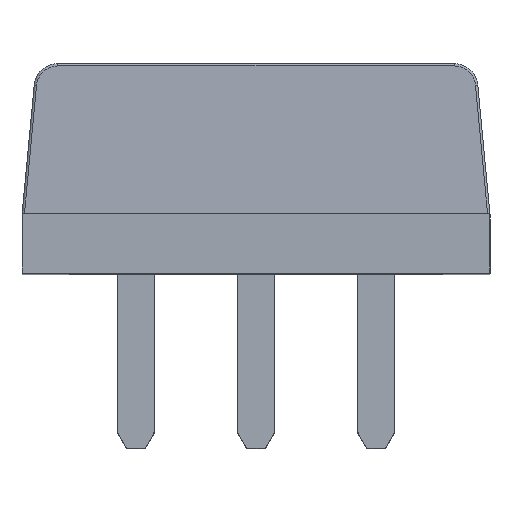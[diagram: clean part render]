
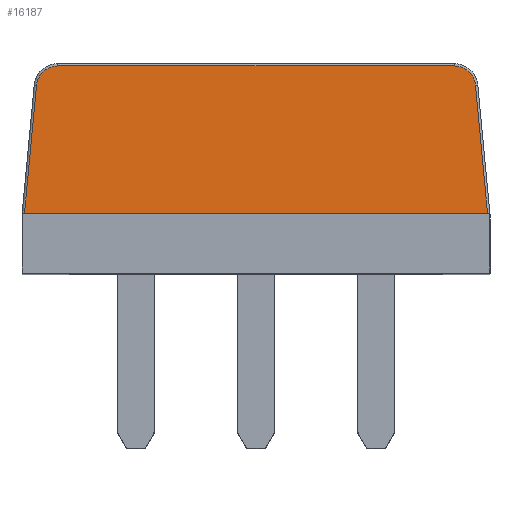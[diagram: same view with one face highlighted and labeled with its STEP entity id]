
A CAD part, top view. The second image highlights one B-rep face of the part: STEP entity #16187.
In plain terms, the highlighted planar face has unit normal (0, 0.033, 1).
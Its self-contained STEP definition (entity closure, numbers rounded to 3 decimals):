
#19 = VERTEX_POINT ( 'NONE', #23288 ) ;
#334 = LINE ( 'NONE', #18860, #16929 ) ;
#1382 = EDGE_CURVE ( 'NONE', #13807, #19, #3164, .T. ) ;
#2033 = LINE ( 'NONE', #10854, #6599 ) ;
#2035 = VECTOR ( 'NONE', #27450, 1000. ) ;
#2043 = VERTEX_POINT ( 'NONE', #12307 ) ;
#2385 = EDGE_CURVE ( 'NONE', #31248, #20016, #10665, .T. ) ;
#2600 = FACE_OUTER_BOUND ( 'NONE', #11982, .T. ) ;
#2724 = LINE ( 'NONE', #20697, #24113 ) ;
#3164 = LINE ( 'NONE', #29499, #2035 ) ;
#3225 =( BOUNDED_CURVE ( )  B_SPLINE_CURVE ( 3, ( #7561, #10098, #4921, #19396 ),
 .UNSPECIFIED., .F., .T. ) 
 B_SPLINE_CURVE_WITH_KNOTS ( ( 4, 4 ),
 ( 1.664, 3.142 ),
 .UNSPECIFIED. ) 
 CURVE ( )  GEOMETRIC_REPRESENTATION_ITEM ( )  RATIONAL_B_SPLINE_CURVE ( ( 1., 0.826, 0.826, 1. ) ) 
 REPRESENTATION_ITEM ( '' )  );
#3236 = CARTESIAN_POINT ( 'NONE',  ( 4.903, -1.685, 12.2 ) ) ;
#3536 = LINE ( 'NONE', #5467, #4280 ) ;
#3922 = EDGE_CURVE ( 'NONE', #2043, #23333, #28920, .T. ) ;
#4021 = DIRECTION ( 'NONE',  ( -1., 0., 0. ) ) ;
#4280 = VECTOR ( 'NONE', #13094, 1000. ) ;
#4314 = ORIENTED_EDGE ( 'NONE', *, *, #10586, .T. ) ;
#4534 = ORIENTED_EDGE ( 'NONE', *, *, #2385, .F. ) ;
#4713 = CARTESIAN_POINT ( 'NONE',  ( -4.65, -1.685, 12.2 ) ) ;
#4921 = CARTESIAN_POINT ( 'NONE',  ( -4.439, 1.492, 12.095 ) ) ;
#5467 = CARTESIAN_POINT ( 'NONE',  ( 4.56, 1.967, 12.079 ) ) ;
#6363 = CARTESIAN_POINT ( 'NONE',  ( -3.95, -1.685, 12.2 ) ) ;
#6599 = VECTOR ( 'NONE', #20185, 1000. ) ;
#7154 = CARTESIAN_POINT ( 'NONE',  ( -4.56, 1.967, 12.079 ) ) ;
#7561 = CARTESIAN_POINT ( 'NONE',  ( -4.643, 1.084, 12.108 ) ) ;
#8159 = EDGE_CURVE ( 'NONE', #2043, #9711, #2033, .T. ) ;
#8227 = CARTESIAN_POINT ( 'NONE',  ( 4.195, 1.492, 12.095 ) ) ;
#8989 = DIRECTION ( 'NONE',  ( -1., 0., 0. ) ) ;
#9049 = DIRECTION ( 'NONE',  ( -1., 0., 0. ) ) ;
#9121 = CARTESIAN_POINT ( 'NONE',  ( 4.439, 1.492, 12.095 ) ) ;
#9399 = CARTESIAN_POINT ( 'NONE',  ( -4.643, 1.084, 12.108 ) ) ;
#9711 = VERTEX_POINT ( 'NONE', #20868 ) ;
#10098 = CARTESIAN_POINT ( 'NONE',  ( -4.62, 1.327, 12.1 ) ) ;
#10586 = EDGE_CURVE ( 'NONE', #31248, #23333, #3536, .T. ) ;
#10665 = LINE ( 'NONE', #4713, #29089 ) ;
#10854 = CARTESIAN_POINT ( 'NONE',  ( 0., 1.492, 12.095 ) ) ;
#11982 = EDGE_LOOP ( 'NONE', ( #19765, #4534, #4314, #17506, #17922, #30948, #16784, #13530, #17346, #21798 ) ) ;
#12307 = CARTESIAN_POINT ( 'NONE',  ( 4.195, 1.492, 12.095 ) ) ;
#13094 = DIRECTION ( 'NONE',  ( -0.093, 0.995, -0.033 ) ) ;
#13530 = ORIENTED_EDGE ( 'NONE', *, *, #1382, .F. ) ;
#13591 = LINE ( 'NONE', #28240, #22998 ) ;
#13657 = PLANE ( 'NONE',  #25990 ) ;
#13807 = VERTEX_POINT ( 'NONE', #6363 ) ;
#16059 = VECTOR ( 'NONE', #21511, 1000. ) ;
#16115 = DIRECTION ( 'NONE',  ( 0., 0.033, 0.999 ) ) ;
#16187 = ADVANCED_FACE ( 'NONE', ( #2600 ), #13657, .T. ) ;
#16456 = LINE ( 'NONE', #7154, #16059 ) ;
#16784 = ORIENTED_EDGE ( 'NONE', *, *, #21285, .T. ) ;
#16905 = VERTEX_POINT ( 'NONE', #19596 ) ;
#16929 = VECTOR ( 'NONE', #26286, 1000. ) ;
#17346 = ORIENTED_EDGE ( 'NONE', *, *, #19155, .F. ) ;
#17506 = ORIENTED_EDGE ( 'NONE', *, *, #3922, .F. ) ;
#17922 = ORIENTED_EDGE ( 'NONE', *, *, #8159, .T. ) ;
#18094 = VERTEX_POINT ( 'NONE', #28460 ) ;
#18860 = CARTESIAN_POINT ( 'NONE',  ( -3.95, 1.54, 12.093 ) ) ;
#19155 = EDGE_CURVE ( 'NONE', #18094, #13807, #334, .T. ) ;
#19396 = CARTESIAN_POINT ( 'NONE',  ( -4.195, 1.492, 12.095 ) ) ;
#19596 = CARTESIAN_POINT ( 'NONE',  ( 3.95, -1.638, 12.198 ) ) ;
#19765 = ORIENTED_EDGE ( 'NONE', *, *, #26012, .F. ) ;
#20016 = VERTEX_POINT ( 'NONE', #25618 ) ;
#20147 = VERTEX_POINT ( 'NONE', #9399 ) ;
#20185 = DIRECTION ( 'NONE',  ( -1., 0., 0. ) ) ;
#20697 = CARTESIAN_POINT ( 'NONE',  ( 0., -1.638, 12.198 ) ) ;
#20868 = CARTESIAN_POINT ( 'NONE',  ( -4.195, 1.492, 12.095 ) ) ;
#21162 = CARTESIAN_POINT ( 'NONE',  ( 4.62, 1.327, 12.1 ) ) ;
#21285 = EDGE_CURVE ( 'NONE', #20147, #19, #16456, .T. ) ;
#21511 = DIRECTION ( 'NONE',  ( -0.093, -0.995, 0.033 ) ) ;
#21798 = ORIENTED_EDGE ( 'NONE', *, *, #25918, .F. ) ;
#22998 = VECTOR ( 'NONE', #30979, 1000. ) ;
#23288 = CARTESIAN_POINT ( 'NONE',  ( -4.903, -1.685, 12.2 ) ) ;
#23333 = VERTEX_POINT ( 'NONE', #28615 ) ;
#24113 = VECTOR ( 'NONE', #4021, 1000. ) ;
#25618 = CARTESIAN_POINT ( 'NONE',  ( 3.95, -1.685, 12.2 ) ) ;
#25918 = EDGE_CURVE ( 'NONE', #16905, #18094, #2724, .T. ) ;
#25990 = AXIS2_PLACEMENT_3D ( 'NONE', #30952, #16115, #8989 ) ;
#26012 = EDGE_CURVE ( 'NONE', #20016, #16905, #13591, .T. ) ;
#26286 = DIRECTION ( 'NONE',  ( 0., -0.999, 0.033 ) ) ;
#27450 = DIRECTION ( 'NONE',  ( -1., 0., 0. ) ) ;
#28206 = CARTESIAN_POINT ( 'NONE',  ( 4.643, 1.084, 12.108 ) ) ;
#28240 = CARTESIAN_POINT ( 'NONE',  ( 3.95, 1.54, 12.093 ) ) ;
#28460 = CARTESIAN_POINT ( 'NONE',  ( -3.95, -1.638, 12.198 ) ) ;
#28615 = CARTESIAN_POINT ( 'NONE',  ( 4.643, 1.084, 12.108 ) ) ;
#28920 =( BOUNDED_CURVE ( )  B_SPLINE_CURVE ( 3, ( #8227, #9121, #21162, #28206 ),
 .UNSPECIFIED., .F., .F. ) 
 B_SPLINE_CURVE_WITH_KNOTS ( ( 4, 4 ),
 ( 0., 1.477 ),
 .UNSPECIFIED. ) 
 CURVE ( )  GEOMETRIC_REPRESENTATION_ITEM ( )  RATIONAL_B_SPLINE_CURVE ( ( 1., 0.826, 0.826, 1. ) ) 
 REPRESENTATION_ITEM ( '' )  );
#29089 = VECTOR ( 'NONE', #9049, 1000. ) ;
#29499 = CARTESIAN_POINT ( 'NONE',  ( -4.65, -1.685, 12.2 ) ) ;
#29511 = EDGE_CURVE ( 'NONE', #20147, #9711, #3225, .T. ) ;
#30948 = ORIENTED_EDGE ( 'NONE', *, *, #29511, .F. ) ;
#30952 = CARTESIAN_POINT ( 'NONE',  ( 0., 1.54, 12.093 ) ) ;
#30979 = DIRECTION ( 'NONE',  ( 0., 0.999, -0.033 ) ) ;
#31248 = VERTEX_POINT ( 'NONE', #3236 ) ;
